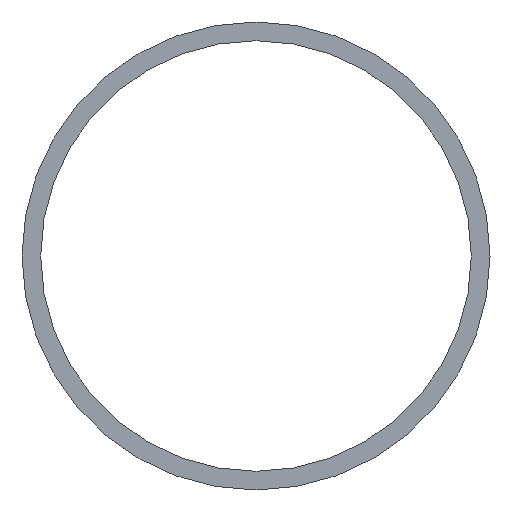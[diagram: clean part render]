
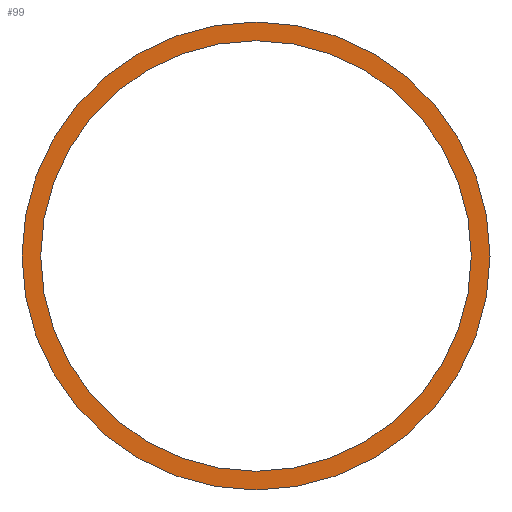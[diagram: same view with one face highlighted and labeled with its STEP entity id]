
A CAD part, left-side view. The second image highlights one B-rep face of the part: STEP entity #99.
In plain terms, the highlighted planar face has unit normal (-1, 0, 0).
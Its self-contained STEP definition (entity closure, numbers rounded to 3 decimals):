
#53 = VERTEX_POINT( '', #123 );
#57 = EDGE_CURVE( '', #103, #81, #127, .T. );
#75 = VERTEX_POINT( '', #146 );
#81 = VERTEX_POINT( '', #153 );
#87 = EDGE_CURVE( '', #81, #103, #162, .T. );
#89 = EDGE_CURVE( '', #75, #53, #164, .T. );
#91 = EDGE_CURVE( '', #53, #75, #166, .T. );
#99 = ADVANCED_FACE( '', ( #175, #176 ), #177, .F. );
#103 = VERTEX_POINT( '', #181 );
#123 = CARTESIAN_POINT( '', ( 0., 0., 25. ) );
#127 = CIRCLE( '', #197, 23. );
#146 = CARTESIAN_POINT( '', ( 0., 0., -25. ) );
#153 = CARTESIAN_POINT( '', ( 0., 0., 23. ) );
#162 = CIRCLE( '', #238, 23. );
#164 = CIRCLE( '', #241, 25. );
#166 = CIRCLE( '', #244, 25. );
#175 = FACE_OUTER_BOUND( '', #256, .T. );
#176 = FACE_BOUND( '', #257, .T. );
#177 = PLANE( '', #258 );
#181 = CARTESIAN_POINT( '', ( 0., 0., -23. ) );
#197 = AXIS2_PLACEMENT_3D( '', #269, #270, #271 );
#238 = AXIS2_PLACEMENT_3D( '', #313, #314, #315 );
#241 = AXIS2_PLACEMENT_3D( '', #316, #317, #318 );
#244 = AXIS2_PLACEMENT_3D( '', #319, #320, #321 );
#256 = EDGE_LOOP( '', ( #335, #336 ) );
#257 = EDGE_LOOP( '', ( #337, #338 ) );
#258 = AXIS2_PLACEMENT_3D( '', #339, #340, #341 );
#269 = CARTESIAN_POINT( '', ( 0., 0., 0. ) );
#270 = DIRECTION( '', ( 1., 0., 0. ) );
#271 = DIRECTION( '', ( 0., 0., -1. ) );
#313 = CARTESIAN_POINT( '', ( 0., 0., 0. ) );
#314 = DIRECTION( '', ( 1., 0., 0. ) );
#315 = DIRECTION( '', ( 0., 0., -1. ) );
#316 = CARTESIAN_POINT( '', ( 0., 0., 0. ) );
#317 = DIRECTION( '', ( 1., 0., 0. ) );
#318 = DIRECTION( '', ( 0., 0., -1. ) );
#319 = CARTESIAN_POINT( '', ( 0., 0., 0. ) );
#320 = DIRECTION( '', ( 1., 0., 0. ) );
#321 = DIRECTION( '', ( 0., 0., -1. ) );
#335 = ORIENTED_EDGE( '', *, *, #89, .F. );
#336 = ORIENTED_EDGE( '', *, *, #91, .F. );
#337 = ORIENTED_EDGE( '', *, *, #57, .T. );
#338 = ORIENTED_EDGE( '', *, *, #87, .T. );
#339 = CARTESIAN_POINT( '', ( 0., 0., 0. ) );
#340 = DIRECTION( '', ( 1., 0., 0. ) );
#341 = DIRECTION( '', ( 0., 0., -1. ) );
